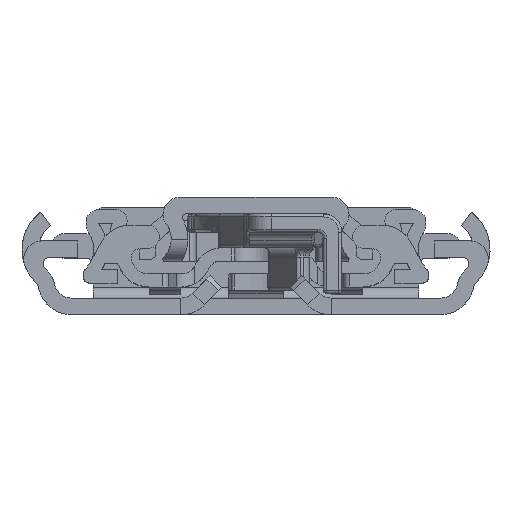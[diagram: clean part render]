
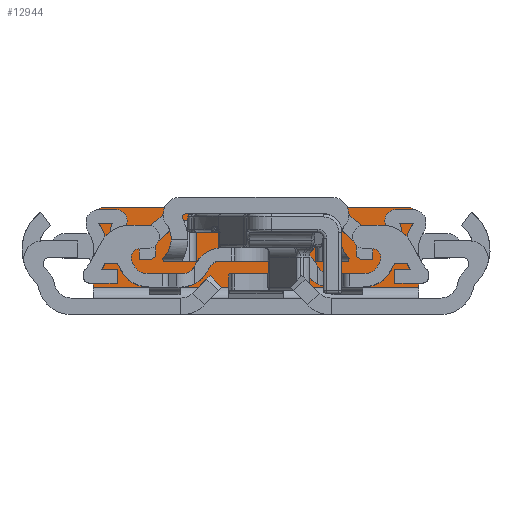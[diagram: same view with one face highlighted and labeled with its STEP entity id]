
A CAD part, front view. The second image highlights one B-rep face of the part: STEP entity #12944.
In plain terms, the highlighted planar face has unit normal (0, -1, 0).
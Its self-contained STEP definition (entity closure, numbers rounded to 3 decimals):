
#822=FACE_OUTER_BOUND('',#1587,.T.);
#1587=EDGE_LOOP('',(#8831,#8832,#8833,#8834,#8835,#8836));
#2437=LINE('',#19771,#3504);
#2440=LINE('',#19779,#3507);
#2441=LINE('',#19783,#3508);
#2442=LINE('',#19784,#3509);
#3504=VECTOR('',#15664,10.);
#3507=VECTOR('',#15673,10.);
#3508=VECTOR('',#15676,10.);
#3509=VECTOR('',#15677,10.);
#4538=CIRCLE('',#13922,2.);
#4541=CIRCLE('',#13927,2.);
#5368=VERTEX_POINT('',#19764);
#5369=VERTEX_POINT('',#19766);
#5370=VERTEX_POINT('',#19770);
#5372=VERTEX_POINT('',#19778);
#5373=VERTEX_POINT('',#19780);
#5374=VERTEX_POINT('',#19782);
#6695=EDGE_CURVE('',#5368,#5369,#4538,.T.);
#6697=EDGE_CURVE('',#5370,#5369,#2437,.T.);
#6702=EDGE_CURVE('',#5372,#5368,#2440,.T.);
#6703=EDGE_CURVE('',#5373,#5372,#4541,.T.);
#6704=EDGE_CURVE('',#5373,#5374,#2441,.T.);
#6705=EDGE_CURVE('',#5374,#5370,#2442,.T.);
#8831=ORIENTED_EDGE('',*,*,#6695,.F.);
#8832=ORIENTED_EDGE('',*,*,#6702,.F.);
#8833=ORIENTED_EDGE('',*,*,#6703,.F.);
#8834=ORIENTED_EDGE('',*,*,#6704,.T.);
#8835=ORIENTED_EDGE('',*,*,#6705,.T.);
#8836=ORIENTED_EDGE('',*,*,#6697,.T.);
#12631=PLANE('',#13926);
#12944=ADVANCED_FACE('',(#822),#12631,.T.);
#13922=AXIS2_PLACEMENT_3D('',#19767,#15659,#15660);
#13926=AXIS2_PLACEMENT_3D('',#19777,#15671,#15672);
#13927=AXIS2_PLACEMENT_3D('',#19781,#15674,#15675);
#15659=DIRECTION('center_axis',(0.,1.,0.));
#15660=DIRECTION('ref_axis',(0.707,0.,0.707));
#15664=DIRECTION('',(0.,0.,1.));
#15671=DIRECTION('center_axis',(0.,-1.,0.));
#15672=DIRECTION('ref_axis',(0.,0.,-1.));
#15673=DIRECTION('',(1.,0.,0.));
#15674=DIRECTION('center_axis',(0.,1.,0.));
#15675=DIRECTION('ref_axis',(-0.707,0.,0.707));
#15676=DIRECTION('',(0.,0.,-1.));
#15677=DIRECTION('',(1.,0.,0.));
#19764=CARTESIAN_POINT('',(24.5,347.3,17.5));
#19766=CARTESIAN_POINT('',(26.5,347.3,15.5));
#19767=CARTESIAN_POINT('Origin',(24.5,347.3,15.5));
#19770=CARTESIAN_POINT('',(26.5,347.3,4.5));
#19771=CARTESIAN_POINT('',(26.5,347.3,17.5));
#19777=CARTESIAN_POINT('Origin',(0.,347.3,4.5));
#19778=CARTESIAN_POINT('',(-24.5,347.3,17.5));
#19779=CARTESIAN_POINT('',(0.,347.3,17.5));
#19780=CARTESIAN_POINT('',(-26.5,347.3,15.5));
#19781=CARTESIAN_POINT('Origin',(-24.5,347.3,15.5));
#19782=CARTESIAN_POINT('',(-26.5,347.3,4.5));
#19783=CARTESIAN_POINT('',(-26.5,347.3,17.5));
#19784=CARTESIAN_POINT('',(0.,347.3,4.5));
